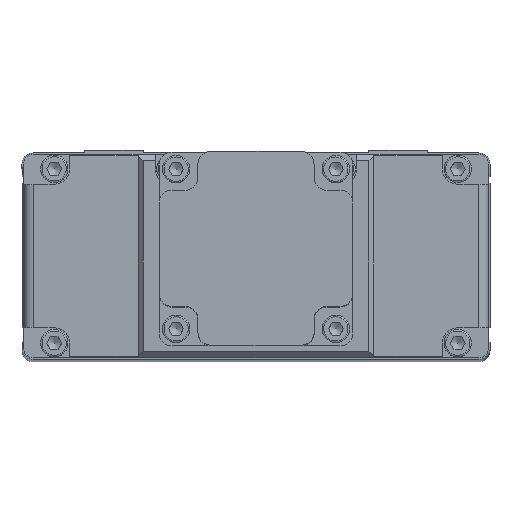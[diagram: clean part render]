
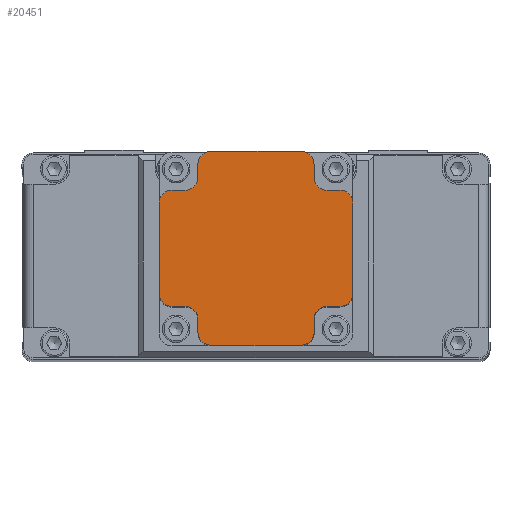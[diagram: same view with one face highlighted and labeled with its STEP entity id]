
A CAD part, top view. The second image highlights one B-rep face of the part: STEP entity #20451.
In plain terms, the highlighted face is planar.
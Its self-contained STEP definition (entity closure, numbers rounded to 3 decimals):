
#20213=CARTESIAN_POINT('',(160.7,-14.,-30.0));
#20214=VERTEX_POINT('',#20213);
#20215=CARTESIAN_POINT('',(160.7,-18.0,-26.));
#20216=VERTEX_POINT('',#20215);
#20217=CARTESIAN_POINT('',(160.7,-14.,-26.));
#20218=DIRECTION('',(-1.0,0.0,0.0));
#20219=DIRECTION('',(0.0,-0.707,-0.707));
#20220=AXIS2_PLACEMENT_3D('',#20217,#20218,#20219);
#20221=CIRCLE('',#20220,4.);
#20222=EDGE_CURVE('',#20214,#20216,#20221,.T.);
#20250=CARTESIAN_POINT('',(160.7,0.,0.0));
#20251=DIRECTION('',(1.0,0.0,0.0));
#20252=DIRECTION('',(0.0,0.0,-1.0));
#20253=AXIS2_PLACEMENT_3D('',#20250,#20251,#20252);
#20254=PLANE('',#20253);
#20255=ORIENTED_EDGE('',*,*,#20222,.F.);
#20256=CARTESIAN_POINT('',(160.7,14.,-30.0));
#20257=VERTEX_POINT('',#20256);
#20258=CARTESIAN_POINT('',(160.7,14.0,-30.0));
#20259=DIRECTION('',(0.0,-1.0,0.0));
#20260=VECTOR('',#20259,28.0);
#20261=LINE('',#20258,#20260);
#20262=EDGE_CURVE('',#20257,#20214,#20261,.T.);
#20263=ORIENTED_EDGE('',*,*,#20262,.F.);
#20264=CARTESIAN_POINT('',(160.7,18.0,-26.));
#20265=VERTEX_POINT('',#20264);
#20266=CARTESIAN_POINT('',(160.7,14.0,-26.));
#20267=DIRECTION('',(-1.0,0.0,0.0));
#20268=DIRECTION('',(0.0,0.707,-0.707));
#20269=AXIS2_PLACEMENT_3D('',#20266,#20267,#20268);
#20270=CIRCLE('',#20269,4.0);
#20271=EDGE_CURVE('',#20265,#20257,#20270,.T.);
#20272=ORIENTED_EDGE('',*,*,#20271,.F.);
#20273=CARTESIAN_POINT('',(160.7,18.0,-22.));
#20274=VERTEX_POINT('',#20273);
#20275=CARTESIAN_POINT('',(160.7,18.0,-26.));
#20276=DIRECTION('',(0.0,0.0,1.0));
#20277=VECTOR('',#20276,4.);
#20278=LINE('',#20275,#20277);
#20279=EDGE_CURVE('',#20265,#20274,#20278,.T.);
#20280=ORIENTED_EDGE('',*,*,#20279,.T.);
#20281=CARTESIAN_POINT('',(160.7,22.,-18.0));
#20282=VERTEX_POINT('',#20281);
#20283=CARTESIAN_POINT('',(160.7,22.,-22.));
#20284=DIRECTION('',(1.,0.0,0.0));
#20285=DIRECTION('',(0.0,-0.707,0.707));
#20286=AXIS2_PLACEMENT_3D('',#20283,#20284,#20285);
#20287=CIRCLE('',#20286,4.);
#20288=EDGE_CURVE('',#20282,#20274,#20287,.T.);
#20289=ORIENTED_EDGE('',*,*,#20288,.F.);
#20290=CARTESIAN_POINT('',(160.7,26.,-18.0));
#20291=VERTEX_POINT('',#20290);
#20292=CARTESIAN_POINT('',(160.7,22.,-18.0));
#20293=DIRECTION('',(0.0,1.0,0.0));
#20294=VECTOR('',#20293,4.0);
#20295=LINE('',#20292,#20294);
#20296=EDGE_CURVE('',#20282,#20291,#20295,.T.);
#20297=ORIENTED_EDGE('',*,*,#20296,.T.);
#20298=CARTESIAN_POINT('',(160.7,30.0,-14.));
#20299=VERTEX_POINT('',#20298);
#20300=CARTESIAN_POINT('',(160.7,26.,-14.));
#20301=DIRECTION('',(-1.0,0.0,0.0));
#20302=DIRECTION('',(0.0,0.707,-0.707));
#20303=AXIS2_PLACEMENT_3D('',#20300,#20301,#20302);
#20304=CIRCLE('',#20303,4.);
#20305=EDGE_CURVE('',#20299,#20291,#20304,.T.);
#20306=ORIENTED_EDGE('',*,*,#20305,.F.);
#20307=CARTESIAN_POINT('',(160.7,30.0,14.));
#20308=VERTEX_POINT('',#20307);
#20309=CARTESIAN_POINT('',(160.7,30.0,14.0));
#20310=DIRECTION('',(0.0,0.0,-1.0));
#20311=VECTOR('',#20310,28.0);
#20312=LINE('',#20309,#20311);
#20313=EDGE_CURVE('',#20308,#20299,#20312,.T.);
#20314=ORIENTED_EDGE('',*,*,#20313,.F.);
#20315=CARTESIAN_POINT('',(160.7,26.,18.0));
#20316=VERTEX_POINT('',#20315);
#20317=CARTESIAN_POINT('',(160.7,26.,14.0));
#20318=DIRECTION('',(-1.0,0.0,0.0));
#20319=DIRECTION('',(0.0,0.707,0.707));
#20320=AXIS2_PLACEMENT_3D('',#20317,#20318,#20319);
#20321=CIRCLE('',#20320,4.0);
#20322=EDGE_CURVE('',#20316,#20308,#20321,.T.);
#20323=ORIENTED_EDGE('',*,*,#20322,.F.);
#20324=CARTESIAN_POINT('',(160.7,22.,18.0));
#20325=VERTEX_POINT('',#20324);
#20326=CARTESIAN_POINT('',(160.7,26.,18.0));
#20327=DIRECTION('',(0.0,-1.0,0.0));
#20328=VECTOR('',#20327,4.);
#20329=LINE('',#20326,#20328);
#20330=EDGE_CURVE('',#20316,#20325,#20329,.T.);
#20331=ORIENTED_EDGE('',*,*,#20330,.T.);
#20332=CARTESIAN_POINT('',(160.7,18.0,22.));
#20333=VERTEX_POINT('',#20332);
#20334=CARTESIAN_POINT('',(160.7,22.,22.));
#20335=DIRECTION('',(1.,0.0,0.0));
#20336=DIRECTION('',(0.0,-0.707,-0.707));
#20337=AXIS2_PLACEMENT_3D('',#20334,#20335,#20336);
#20338=CIRCLE('',#20337,4.);
#20339=EDGE_CURVE('',#20333,#20325,#20338,.T.);
#20340=ORIENTED_EDGE('',*,*,#20339,.F.);
#20341=CARTESIAN_POINT('',(160.7,18.0,26.));
#20342=VERTEX_POINT('',#20341);
#20343=CARTESIAN_POINT('',(160.7,18.0,22.));
#20344=DIRECTION('',(0.0,0.0,1.0));
#20345=VECTOR('',#20344,4.0);
#20346=LINE('',#20343,#20345);
#20347=EDGE_CURVE('',#20333,#20342,#20346,.T.);
#20348=ORIENTED_EDGE('',*,*,#20347,.T.);
#20349=CARTESIAN_POINT('',(160.7,14.,30.0));
#20350=VERTEX_POINT('',#20349);
#20351=CARTESIAN_POINT('',(160.7,14.,26.));
#20352=DIRECTION('',(-1.0,0.0,0.0));
#20353=DIRECTION('',(0.0,0.707,0.707));
#20354=AXIS2_PLACEMENT_3D('',#20351,#20352,#20353);
#20355=CIRCLE('',#20354,4.);
#20356=EDGE_CURVE('',#20350,#20342,#20355,.T.);
#20357=ORIENTED_EDGE('',*,*,#20356,.F.);
#20358=CARTESIAN_POINT('',(160.7,-14.,30.0));
#20359=VERTEX_POINT('',#20358);
#20360=CARTESIAN_POINT('',(160.7,-14.0,30.0));
#20361=DIRECTION('',(0.0,1.0,0.0));
#20362=VECTOR('',#20361,28.0);
#20363=LINE('',#20360,#20362);
#20364=EDGE_CURVE('',#20359,#20350,#20363,.T.);
#20365=ORIENTED_EDGE('',*,*,#20364,.F.);
#20366=CARTESIAN_POINT('',(160.7,-18.0,26.));
#20367=VERTEX_POINT('',#20366);
#20368=CARTESIAN_POINT('',(160.7,-14.0,26.));
#20369=DIRECTION('',(-1.0,0.0,0.0));
#20370=DIRECTION('',(0.0,-0.707,0.707));
#20371=AXIS2_PLACEMENT_3D('',#20368,#20369,#20370);
#20372=CIRCLE('',#20371,4.0);
#20373=EDGE_CURVE('',#20367,#20359,#20372,.T.);
#20374=ORIENTED_EDGE('',*,*,#20373,.F.);
#20375=CARTESIAN_POINT('',(160.7,-18.0,22.));
#20376=VERTEX_POINT('',#20375);
#20377=CARTESIAN_POINT('',(160.7,-18.0,26.));
#20378=DIRECTION('',(0.0,0.0,-1.0));
#20379=VECTOR('',#20378,4.);
#20380=LINE('',#20377,#20379);
#20381=EDGE_CURVE('',#20367,#20376,#20380,.T.);
#20382=ORIENTED_EDGE('',*,*,#20381,.T.);
#20383=CARTESIAN_POINT('',(160.7,-22.,18.0));
#20384=VERTEX_POINT('',#20383);
#20385=CARTESIAN_POINT('',(160.7,-22.,22.));
#20386=DIRECTION('',(1.,0.0,0.0));
#20387=DIRECTION('',(0.0,0.707,-0.707));
#20388=AXIS2_PLACEMENT_3D('',#20385,#20386,#20387);
#20389=CIRCLE('',#20388,4.);
#20390=EDGE_CURVE('',#20384,#20376,#20389,.T.);
#20391=ORIENTED_EDGE('',*,*,#20390,.F.);
#20392=CARTESIAN_POINT('',(160.7,-26.,18.0));
#20393=VERTEX_POINT('',#20392);
#20394=CARTESIAN_POINT('',(160.7,-22.,18.0));
#20395=DIRECTION('',(0.0,-1.0,0.0));
#20396=VECTOR('',#20395,4.0);
#20397=LINE('',#20394,#20396);
#20398=EDGE_CURVE('',#20384,#20393,#20397,.T.);
#20399=ORIENTED_EDGE('',*,*,#20398,.T.);
#20400=CARTESIAN_POINT('',(160.7,-30.0,14.));
#20401=VERTEX_POINT('',#20400);
#20402=CARTESIAN_POINT('',(160.7,-26.,14.));
#20403=DIRECTION('',(-1.0,0.0,0.0));
#20404=DIRECTION('',(0.0,-0.707,0.707));
#20405=AXIS2_PLACEMENT_3D('',#20402,#20403,#20404);
#20406=CIRCLE('',#20405,4.);
#20407=EDGE_CURVE('',#20401,#20393,#20406,.T.);
#20408=ORIENTED_EDGE('',*,*,#20407,.F.);
#20409=CARTESIAN_POINT('',(160.7,-30.0,-14.));
#20410=VERTEX_POINT('',#20409);
#20411=CARTESIAN_POINT('',(160.7,-30.0,-14.0));
#20412=DIRECTION('',(0.0,0.0,1.0));
#20413=VECTOR('',#20412,28.0);
#20414=LINE('',#20411,#20413);
#20415=EDGE_CURVE('',#20410,#20401,#20414,.T.);
#20416=ORIENTED_EDGE('',*,*,#20415,.F.);
#20417=CARTESIAN_POINT('',(160.7,-26.,-18.0));
#20418=VERTEX_POINT('',#20417);
#20419=CARTESIAN_POINT('',(160.7,-26.,-14.0));
#20420=DIRECTION('',(-1.0,0.0,0.0));
#20421=DIRECTION('',(0.0,-0.707,-0.707));
#20422=AXIS2_PLACEMENT_3D('',#20419,#20420,#20421);
#20423=CIRCLE('',#20422,4.0);
#20424=EDGE_CURVE('',#20418,#20410,#20423,.T.);
#20425=ORIENTED_EDGE('',*,*,#20424,.F.);
#20426=CARTESIAN_POINT('',(160.7,-22.,-18.0));
#20427=VERTEX_POINT('',#20426);
#20428=CARTESIAN_POINT('',(160.7,-26.,-18.0));
#20429=DIRECTION('',(0.0,1.0,0.0));
#20430=VECTOR('',#20429,4.);
#20431=LINE('',#20428,#20430);
#20432=EDGE_CURVE('',#20418,#20427,#20431,.T.);
#20433=ORIENTED_EDGE('',*,*,#20432,.T.);
#20434=CARTESIAN_POINT('',(160.7,-18.0,-22.));
#20435=VERTEX_POINT('',#20434);
#20436=CARTESIAN_POINT('',(160.7,-22.,-22.));
#20437=DIRECTION('',(1.,0.0,0.0));
#20438=DIRECTION('',(0.0,0.707,0.707));
#20439=AXIS2_PLACEMENT_3D('',#20436,#20437,#20438);
#20440=CIRCLE('',#20439,4.);
#20441=EDGE_CURVE('',#20435,#20427,#20440,.T.);
#20442=ORIENTED_EDGE('',*,*,#20441,.F.);
#20443=CARTESIAN_POINT('',(160.7,-18.0,-22.));
#20444=DIRECTION('',(0.0,0.0,-1.0));
#20445=VECTOR('',#20444,4.0);
#20446=LINE('',#20443,#20445);
#20447=EDGE_CURVE('',#20435,#20216,#20446,.T.);
#20448=ORIENTED_EDGE('',*,*,#20447,.T.);
#20449=EDGE_LOOP('',(#20255,#20263,#20272,#20280,#20289,#20297,#20306,#20314,#20323,#20331,#20340,#20348,#20357,#20365,#20374,#20382,#20391,#20399,#20408,#20416,#20425,#20433,#20442,#20448));
#20450=FACE_OUTER_BOUND('',#20449,.T.);
#20451=ADVANCED_FACE('',(#20450),#20254,.T.);
